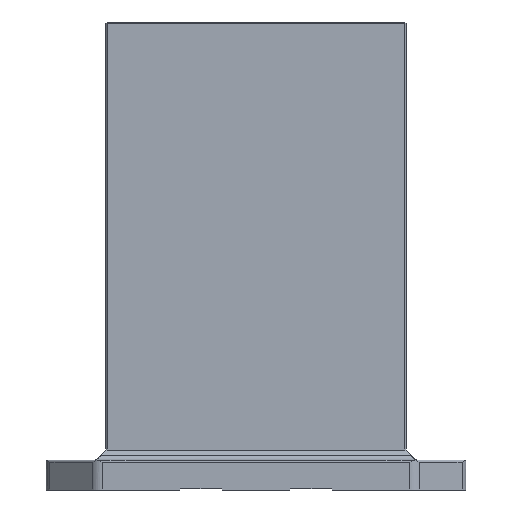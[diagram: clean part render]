
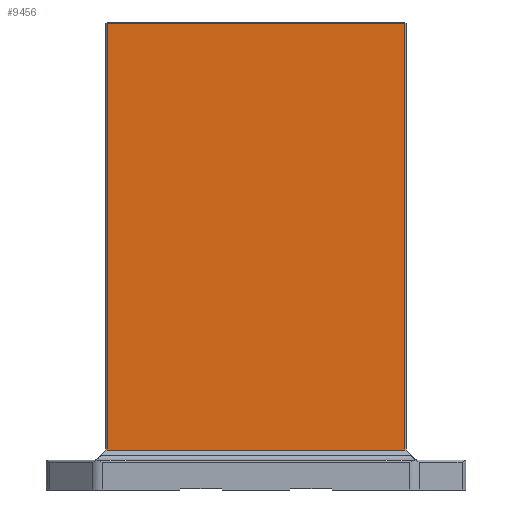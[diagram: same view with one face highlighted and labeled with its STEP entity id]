
A CAD part, left-side view. The second image highlights one B-rep face of the part: STEP entity #9456.
In plain terms, the highlighted planar face has unit normal (-1, 0, 0).
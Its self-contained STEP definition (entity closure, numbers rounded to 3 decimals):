
#4382=VERTEX_POINT('',#11987);
#4916=VERTEX_POINT('',#12574);
#5776=VERTEX_POINT('',#13517);
#6384=EDGE_CURVE('',#4916,#5776,#14187,.T.);
#6566=EDGE_CURVE('',#9556,#5776,#14391,.T.);
#9456=ADVANCED_FACE('',(#17606),#17607,.F.);
#9556=VERTEX_POINT('',#17715);
#10430=EDGE_CURVE('',#9556,#4382,#18677,.T.);
#11022=EDGE_CURVE('',#4916,#4382,#19343,.T.);
#11987=CARTESIAN_POINT('',(-225.5,-223.0,700.0));
#12574=CARTESIAN_POINT('',(-225.5,-223.0,60.));
#13517=CARTESIAN_POINT('',(-225.5,223.0,60.));
#14187=LINE('',#23513,#23514);
#14391=LINE('',#23800,#23801);
#17606=FACE_OUTER_BOUND('',#28044,.T.);
#17607=PLANE('',#28045);
#17715=CARTESIAN_POINT('',(-225.5,223.0,700.0));
#18677=LINE('',#29542,#29543);
#19343=LINE('',#30388,#30389);
#23513=CARTESIAN_POINT('',(-225.5,-315.0,60.0));
#23514=VECTOR('',#34615,1.0);
#23800=CARTESIAN_POINT('',(-225.5,223.0,380.0));
#23801=VECTOR('',#34909,1.0);
#28044=EDGE_LOOP('',(#39311,#39312,#39313,#39314));
#28045=AXIS2_PLACEMENT_3D('',#39315,#39316,#39317);
#29542=CARTESIAN_POINT('',(-225.5,-269.0,700.0));
#29543=VECTOR('',#40671,1.0);
#30388=CARTESIAN_POINT('',(-225.5,-223.0,380.0));
#30389=VECTOR('',#41558,1.0);
#34615=DIRECTION('',(0.0,1.0,0.0));
#34909=DIRECTION('',(0.,0.,-1.0));
#39311=ORIENTED_EDGE('',*,*,#11022,.T.);
#39312=ORIENTED_EDGE('',*,*,#10430,.F.);
#39313=ORIENTED_EDGE('',*,*,#6566,.T.);
#39314=ORIENTED_EDGE('',*,*,#6384,.F.);
#39315=CARTESIAN_POINT('',(-225.5,-315.0,60.0));
#39316=DIRECTION('',(1.0,0.0,0.));
#39317=DIRECTION('',(0.,0.0,-1.0));
#40671=DIRECTION('',(0.0,-1.0,0.0));
#41558=DIRECTION('',(0.,0.,1.0));
